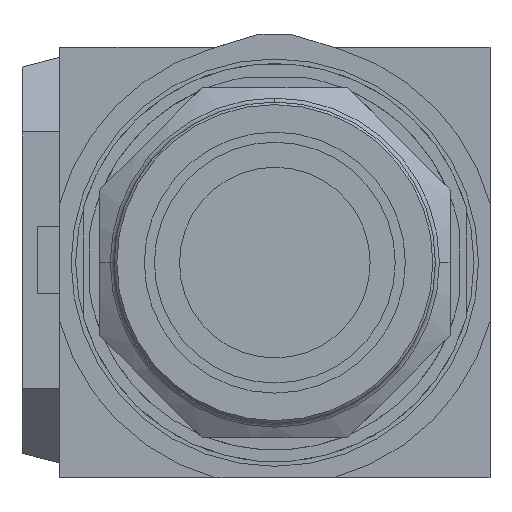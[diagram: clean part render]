
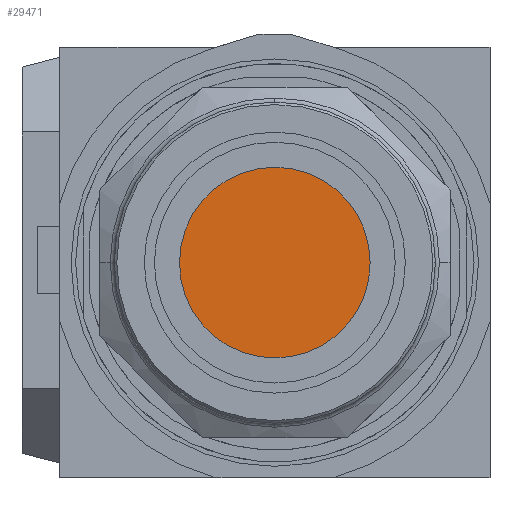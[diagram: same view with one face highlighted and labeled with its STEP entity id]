
A CAD part, front view. The second image highlights one B-rep face of the part: STEP entity #29471.
In plain terms, the highlighted planar face has unit normal (0, -1, 0).
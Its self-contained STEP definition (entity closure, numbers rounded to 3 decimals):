
#28662=CARTESIAN_POINT('',(0.,-15.951,0.));
#28663=DIRECTION('',(0.,-1.,0.));
#28664=DIRECTION('',(-1.,0.,0.));
#28665=AXIS2_PLACEMENT_3D('',#28662,#28663,#28664);
#28667=CARTESIAN_POINT('',(0.,-15.951,0.));
#28668=DIRECTION('',(0.,-1.,0.));
#28669=DIRECTION('',(1.,0.,0.));
#28670=AXIS2_PLACEMENT_3D('',#28667,#28668,#28669);
#29304=CARTESIAN_POINT('',(-9.5,-15.951,0.));
#29305=CARTESIAN_POINT('',(9.5,-15.951,0.));
#29306=VERTEX_POINT('',#29304);
#29307=VERTEX_POINT('',#29305);
#29460=CARTESIAN_POINT('',(0.,-15.951,0.));
#29461=DIRECTION('',(0.,1.,0.));
#29462=DIRECTION('',(1.,0.,0.));
#29463=AXIS2_PLACEMENT_3D('',#29460,#29461,#29462);
#29464=PLANE('',#29463);
#29466=ORIENTED_EDGE('',*,*,#29465,.F.);
#29468=ORIENTED_EDGE('',*,*,#29467,.F.);
#29469=EDGE_LOOP('',(#29466,#29468));
#29470=FACE_OUTER_BOUND('',#29469,.F.);
#28666=CIRCLE('',#28665,9.5);
#28671=CIRCLE('',#28670,9.5);
#29465=EDGE_CURVE('',#29306,#29307,#28666,.T.);
#29467=EDGE_CURVE('',#29307,#29306,#28671,.T.);
#29471=ADVANCED_FACE('',(#29470),#29464,.F.);
